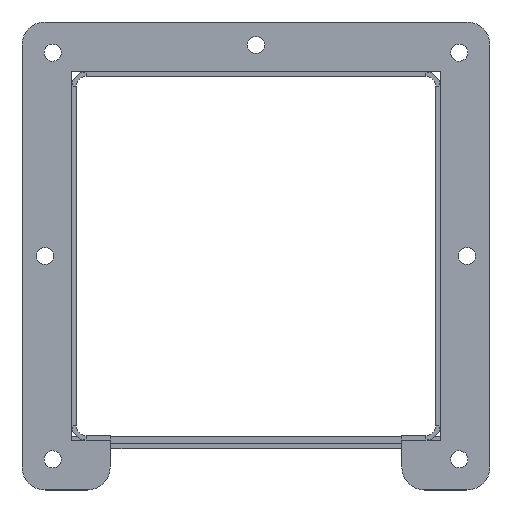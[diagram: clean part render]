
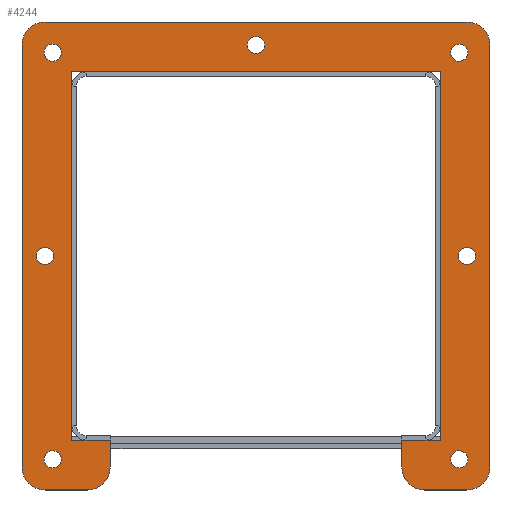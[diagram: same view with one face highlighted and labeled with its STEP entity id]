
A CAD part, front view. The second image highlights one B-rep face of the part: STEP entity #4244.
In plain terms, the highlighted face is planar.
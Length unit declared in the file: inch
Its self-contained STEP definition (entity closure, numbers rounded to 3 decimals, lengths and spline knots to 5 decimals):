
#207=FACE_BOUND('',#773,.T.);
#208=FACE_BOUND('',#774,.T.);
#209=FACE_BOUND('',#775,.T.);
#210=FACE_BOUND('',#776,.T.);
#211=FACE_BOUND('',#777,.T.);
#212=FACE_BOUND('',#778,.T.);
#213=FACE_BOUND('',#779,.T.);
#351=PLANE('',#4820);
#526=FACE_OUTER_BOUND('',#772,.T.);
#772=EDGE_LOOP('',(#3114,#3115,#3116,#3117,#3118,#3119,#3120,#3121,#3122,
#3123,#3124,#3125,#3126,#3127,#3128,#3129,#3130,#3131));
#773=EDGE_LOOP('',(#3132));
#774=EDGE_LOOP('',(#3133));
#775=EDGE_LOOP('',(#3134));
#776=EDGE_LOOP('',(#3135));
#777=EDGE_LOOP('',(#3136));
#778=EDGE_LOOP('',(#3137));
#779=EDGE_LOOP('',(#3138));
#1031=CIRCLE('',#4771,0.14063);
#1033=CIRCLE('',#4774,0.14063);
#1035=CIRCLE('',#4777,0.14063);
#1036=CIRCLE('',#4779,0.14063);
#1038=CIRCLE('',#4782,0.14063);
#1040=CIRCLE('',#4785,0.14063);
#1042=CIRCLE('',#4788,0.14063);
#1044=CIRCLE('',#4794,0.375);
#1046=CIRCLE('',#4798,0.375);
#1048=CIRCLE('',#4802,0.375);
#1050=CIRCLE('',#4806,0.375);
#1052=CIRCLE('',#4810,0.375);
#1054=CIRCLE('',#4814,0.375);
#1236=LINE('',#6684,#1624);
#1240=LINE('',#6692,#1628);
#1243=LINE('',#6698,#1631);
#1247=LINE('',#6710,#1635);
#1251=LINE('',#6722,#1639);
#1255=LINE('',#6734,#1643);
#1259=LINE('',#6746,#1647);
#1263=LINE('',#6758,#1651);
#1267=LINE('',#6770,#1655);
#1270=LINE('',#6776,#1658);
#1273=LINE('',#6782,#1661);
#1276=LINE('',#6787,#1664);
#1624=VECTOR('',#5393,0.3937);
#1628=VECTOR('',#5399,0.3937);
#1631=VECTOR('',#5404,0.3937);
#1635=VECTOR('',#5416,0.3937);
#1639=VECTOR('',#5428,0.3937);
#1643=VECTOR('',#5440,0.3937);
#1647=VECTOR('',#5452,0.3937);
#1651=VECTOR('',#5464,0.3937);
#1655=VECTOR('',#5476,0.3937);
#1658=VECTOR('',#5481,0.3937);
#1661=VECTOR('',#5486,0.3937);
#1664=VECTOR('',#5491,0.3937);
#1993=VERTEX_POINT('',#6649);
#1995=VERTEX_POINT('',#6654);
#1997=VERTEX_POINT('',#6659);
#1998=VERTEX_POINT('',#6662);
#2000=VERTEX_POINT('',#6667);
#2002=VERTEX_POINT('',#6672);
#2004=VERTEX_POINT('',#6677);
#2006=VERTEX_POINT('',#6682);
#2007=VERTEX_POINT('',#6683);
#2010=VERTEX_POINT('',#6691);
#2012=VERTEX_POINT('',#6697);
#2014=VERTEX_POINT('',#6703);
#2016=VERTEX_POINT('',#6709);
#2018=VERTEX_POINT('',#6715);
#2020=VERTEX_POINT('',#6721);
#2022=VERTEX_POINT('',#6727);
#2024=VERTEX_POINT('',#6733);
#2026=VERTEX_POINT('',#6739);
#2028=VERTEX_POINT('',#6745);
#2030=VERTEX_POINT('',#6751);
#2032=VERTEX_POINT('',#6757);
#2034=VERTEX_POINT('',#6763);
#2036=VERTEX_POINT('',#6769);
#2038=VERTEX_POINT('',#6775);
#2040=VERTEX_POINT('',#6781);
#2399=EDGE_CURVE('',#1993,#1993,#1031,.T.);
#2401=EDGE_CURVE('',#1995,#1995,#1033,.T.);
#2403=EDGE_CURVE('',#1997,#1997,#1035,.T.);
#2404=EDGE_CURVE('',#1998,#1998,#1036,.T.);
#2406=EDGE_CURVE('',#2000,#2000,#1038,.T.);
#2408=EDGE_CURVE('',#2002,#2002,#1040,.T.);
#2410=EDGE_CURVE('',#2004,#2004,#1042,.T.);
#2412=EDGE_CURVE('',#2006,#2007,#1236,.T.);
#2416=EDGE_CURVE('',#2007,#2010,#1240,.T.);
#2419=EDGE_CURVE('',#2010,#2012,#1243,.T.);
#2422=EDGE_CURVE('',#2012,#2014,#1044,.T.);
#2425=EDGE_CURVE('',#2014,#2016,#1247,.T.);
#2428=EDGE_CURVE('',#2016,#2018,#1046,.T.);
#2431=EDGE_CURVE('',#2018,#2020,#1251,.T.);
#2434=EDGE_CURVE('',#2020,#2022,#1048,.T.);
#2437=EDGE_CURVE('',#2022,#2024,#1255,.T.);
#2440=EDGE_CURVE('',#2024,#2026,#1050,.T.);
#2443=EDGE_CURVE('',#2026,#2028,#1259,.T.);
#2446=EDGE_CURVE('',#2028,#2030,#1052,.T.);
#2449=EDGE_CURVE('',#2030,#2032,#1263,.T.);
#2452=EDGE_CURVE('',#2032,#2034,#1054,.T.);
#2455=EDGE_CURVE('',#2034,#2036,#1267,.T.);
#2458=EDGE_CURVE('',#2036,#2038,#1270,.T.);
#2461=EDGE_CURVE('',#2038,#2040,#1273,.T.);
#2464=EDGE_CURVE('',#2040,#2006,#1276,.T.);
#3114=ORIENTED_EDGE('',*,*,#2412,.F.);
#3115=ORIENTED_EDGE('',*,*,#2464,.F.);
#3116=ORIENTED_EDGE('',*,*,#2461,.F.);
#3117=ORIENTED_EDGE('',*,*,#2458,.F.);
#3118=ORIENTED_EDGE('',*,*,#2455,.F.);
#3119=ORIENTED_EDGE('',*,*,#2452,.F.);
#3120=ORIENTED_EDGE('',*,*,#2449,.F.);
#3121=ORIENTED_EDGE('',*,*,#2446,.F.);
#3122=ORIENTED_EDGE('',*,*,#2443,.F.);
#3123=ORIENTED_EDGE('',*,*,#2440,.F.);
#3124=ORIENTED_EDGE('',*,*,#2437,.F.);
#3125=ORIENTED_EDGE('',*,*,#2434,.F.);
#3126=ORIENTED_EDGE('',*,*,#2431,.F.);
#3127=ORIENTED_EDGE('',*,*,#2428,.F.);
#3128=ORIENTED_EDGE('',*,*,#2425,.F.);
#3129=ORIENTED_EDGE('',*,*,#2422,.F.);
#3130=ORIENTED_EDGE('',*,*,#2419,.F.);
#3131=ORIENTED_EDGE('',*,*,#2416,.F.);
#3132=ORIENTED_EDGE('',*,*,#2399,.T.);
#3133=ORIENTED_EDGE('',*,*,#2401,.T.);
#3134=ORIENTED_EDGE('',*,*,#2403,.T.);
#3135=ORIENTED_EDGE('',*,*,#2404,.T.);
#3136=ORIENTED_EDGE('',*,*,#2406,.T.);
#3137=ORIENTED_EDGE('',*,*,#2408,.T.);
#3138=ORIENTED_EDGE('',*,*,#2410,.T.);
#4244=ADVANCED_FACE('',(#526,#207,#208,#209,#210,#211,#212,#213),#351,.T.);
#4771=AXIS2_PLACEMENT_3D('',#6650,#5353,#5354);
#4774=AXIS2_PLACEMENT_3D('',#6655,#5359,#5360);
#4777=AXIS2_PLACEMENT_3D('',#6660,#5365,#5366);
#4779=AXIS2_PLACEMENT_3D('',#6663,#5369,#5370);
#4782=AXIS2_PLACEMENT_3D('',#6668,#5375,#5376);
#4785=AXIS2_PLACEMENT_3D('',#6673,#5381,#5382);
#4788=AXIS2_PLACEMENT_3D('',#6678,#5387,#5388);
#4794=AXIS2_PLACEMENT_3D('',#6704,#5409,#5410);
#4798=AXIS2_PLACEMENT_3D('',#6716,#5421,#5422);
#4802=AXIS2_PLACEMENT_3D('',#6728,#5433,#5434);
#4806=AXIS2_PLACEMENT_3D('',#6740,#5445,#5446);
#4810=AXIS2_PLACEMENT_3D('',#6752,#5457,#5458);
#4814=AXIS2_PLACEMENT_3D('',#6764,#5469,#5470);
#4820=AXIS2_PLACEMENT_3D('',#6789,#5493,#5494);
#5353=DIRECTION('center_axis',(0.,0.,-1.));
#5354=DIRECTION('ref_axis',(-1.,0.,0.));
#5359=DIRECTION('center_axis',(0.,0.,-1.));
#5360=DIRECTION('ref_axis',(-1.,0.,0.));
#5365=DIRECTION('center_axis',(0.,0.,-1.));
#5366=DIRECTION('ref_axis',(-1.,0.,0.));
#5369=DIRECTION('center_axis',(0.,0.,-1.));
#5370=DIRECTION('ref_axis',(-1.,0.,0.));
#5375=DIRECTION('center_axis',(0.,0.,-1.));
#5376=DIRECTION('ref_axis',(-1.,0.,0.));
#5381=DIRECTION('center_axis',(0.,0.,-1.));
#5382=DIRECTION('ref_axis',(-1.,0.,0.));
#5387=DIRECTION('center_axis',(0.,0.,-1.));
#5388=DIRECTION('ref_axis',(-1.,0.,0.));
#5393=DIRECTION('',(0.,1.,0.));
#5399=DIRECTION('',(-1.,0.,0.));
#5404=DIRECTION('',(0.,1.,0.));
#5409=DIRECTION('center_axis',(0.,0.,-1.));
#5410=DIRECTION('ref_axis',(0.,-1.,0.));
#5416=DIRECTION('',(1.,0.,0.));
#5421=DIRECTION('center_axis',(0.,0.,-1.));
#5422=DIRECTION('ref_axis',(-1.,0.,0.));
#5428=DIRECTION('',(0.,-1.,0.));
#5433=DIRECTION('center_axis',(0.,0.,-1.));
#5434=DIRECTION('ref_axis',(0.,1.,0.));
#5440=DIRECTION('',(-1.,0.,0.));
#5445=DIRECTION('center_axis',(0.,0.,-1.));
#5446=DIRECTION('ref_axis',(1.,0.,0.));
#5452=DIRECTION('',(0.,1.,0.));
#5457=DIRECTION('center_axis',(0.,0.,-1.));
#5458=DIRECTION('ref_axis',(0.,-1.,0.));
#5464=DIRECTION('',(1.,0.,0.));
#5469=DIRECTION('center_axis',(0.,0.,-1.));
#5470=DIRECTION('ref_axis',(-1.,0.,0.));
#5476=DIRECTION('',(0.,-1.,0.));
#5481=DIRECTION('',(-1.,0.,0.));
#5486=DIRECTION('',(0.,-1.,0.));
#5491=DIRECTION('',(1.,0.,0.));
#5493=DIRECTION('center_axis',(0.,0.,1.));
#5494=DIRECTION('ref_axis',(1.,0.,0.));
#6649=CARTESIAN_POINT('',(3.57813,0.,0.125));
#6650=CARTESIAN_POINT('Origin',(3.4375,0.,0.125));
#6654=CARTESIAN_POINT('',(-3.29688,0.,0.125));
#6655=CARTESIAN_POINT('Origin',(-3.4375,0.,0.125));
#6659=CARTESIAN_POINT('',(0.14063,-3.4375,0.125));
#6660=CARTESIAN_POINT('Origin',(0.,-3.4375,0.125));
#6662=CARTESIAN_POINT('',(-3.17188,3.3125,0.125));
#6663=CARTESIAN_POINT('Origin',(-3.3125,3.3125,0.125));
#6667=CARTESIAN_POINT('',(-3.17188,-3.3125,0.125));
#6668=CARTESIAN_POINT('Origin',(-3.3125,-3.3125,0.125));
#6672=CARTESIAN_POINT('',(3.45313,-3.3125,0.125));
#6673=CARTESIAN_POINT('Origin',(3.3125,-3.3125,0.125));
#6677=CARTESIAN_POINT('',(3.45313,3.3125,0.125));
#6678=CARTESIAN_POINT('Origin',(3.3125,3.3125,0.125));
#6682=CARTESIAN_POINT('',(3.,-3.,0.125));
#6683=CARTESIAN_POINT('',(3.,3.,0.125));
#6684=CARTESIAN_POINT('',(3.,-3.,0.125));
#6691=CARTESIAN_POINT('',(2.375,3.,0.125));
#6692=CARTESIAN_POINT('',(3.,3.,0.125));
#6697=CARTESIAN_POINT('',(2.375,3.4375,0.125));
#6698=CARTESIAN_POINT('',(2.375,3.,0.125));
#6703=CARTESIAN_POINT('',(2.75,3.8125,0.125));
#6704=CARTESIAN_POINT('Origin',(2.75,3.4375,0.125));
#6709=CARTESIAN_POINT('',(3.4375,3.8125,0.125));
#6710=CARTESIAN_POINT('',(2.75,3.8125,0.125));
#6715=CARTESIAN_POINT('',(3.8125,3.4375,0.125));
#6716=CARTESIAN_POINT('Origin',(3.4375,3.4375,0.125));
#6721=CARTESIAN_POINT('',(3.8125,-3.4375,0.125));
#6722=CARTESIAN_POINT('',(3.8125,3.4375,0.125));
#6727=CARTESIAN_POINT('',(3.4375,-3.8125,0.125));
#6728=CARTESIAN_POINT('Origin',(3.4375,-3.4375,0.125));
#6733=CARTESIAN_POINT('',(-3.4375,-3.8125,0.125));
#6734=CARTESIAN_POINT('',(3.4375,-3.8125,0.125));
#6739=CARTESIAN_POINT('',(-3.8125,-3.4375,0.125));
#6740=CARTESIAN_POINT('Origin',(-3.4375,-3.4375,0.125));
#6745=CARTESIAN_POINT('',(-3.8125,3.4375,0.125));
#6746=CARTESIAN_POINT('',(-3.8125,-3.4375,0.125));
#6751=CARTESIAN_POINT('',(-3.4375,3.8125,0.125));
#6752=CARTESIAN_POINT('Origin',(-3.4375,3.4375,0.125));
#6757=CARTESIAN_POINT('',(-2.75,3.8125,0.125));
#6758=CARTESIAN_POINT('',(-3.4375,3.8125,0.125));
#6763=CARTESIAN_POINT('',(-2.375,3.4375,0.125));
#6764=CARTESIAN_POINT('Origin',(-2.75,3.4375,0.125));
#6769=CARTESIAN_POINT('',(-2.375,3.,0.125));
#6770=CARTESIAN_POINT('',(-2.375,3.4375,0.125));
#6775=CARTESIAN_POINT('',(-3.,3.,0.125));
#6776=CARTESIAN_POINT('',(-2.375,3.,0.125));
#6781=CARTESIAN_POINT('',(-3.,-3.,0.125));
#6782=CARTESIAN_POINT('',(-3.,3.,0.125));
#6787=CARTESIAN_POINT('',(-3.,-3.,0.125));
#6789=CARTESIAN_POINT('Origin',(0.,-0.61493,0.125));
